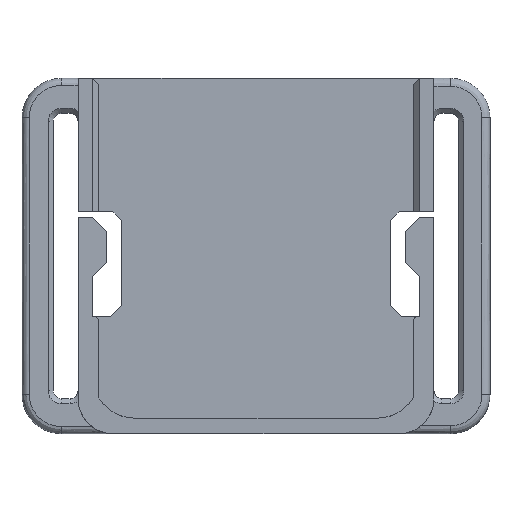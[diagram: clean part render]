
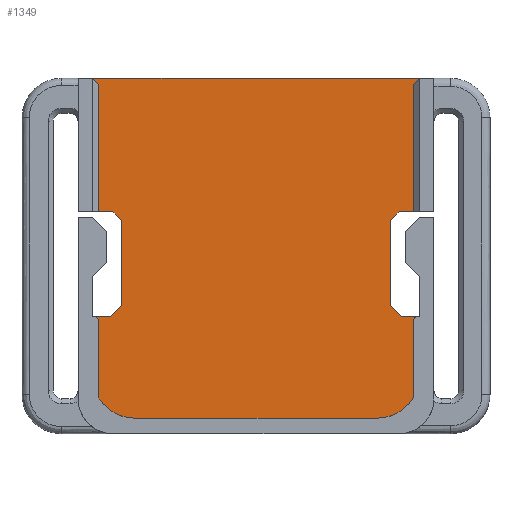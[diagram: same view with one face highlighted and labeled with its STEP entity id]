
A CAD part, top view. The second image highlights one B-rep face of the part: STEP entity #1349.
In plain terms, the highlighted planar face has unit normal (0, 0, 1).
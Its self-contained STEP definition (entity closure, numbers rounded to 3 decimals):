
#71=CARTESIAN_POINT('',(-174.367,177.123,3.8));
#72=VERTEX_POINT('',#71);
#134=CARTESIAN_POINT('',(-174.371,143.753,3.8));
#135=VERTEX_POINT('',#134);
#142=CARTESIAN_POINT('',(-174.371,150.371,3.8));
#143=VERTEX_POINT('',#142);
#144=CARTESIAN_POINT('',(-174.371,143.753,3.8));
#145=DIRECTION('',(0.,1.,0.));
#146=VECTOR('',#145,6.618);
#147=LINE('',#144,#146);
#148=EDGE_CURVE('',#135,#143,#147,.T.);
#215=CARTESIAN_POINT('',(-169.617,138.999,3.8));
#216=VERTEX_POINT('',#215);
#223=CARTESIAN_POINT('',(-169.617,143.753,3.8));
#224=DIRECTION('',(0.,0.,1.));
#225=DIRECTION('',(1.,0.,-0.));
#226=AXIS2_PLACEMENT_3D('',#223,#224,#225);
#227=CIRCLE('',#226,4.754);
#228=EDGE_CURVE('',#135,#216,#227,.T.);
#953=CARTESIAN_POINT('',(-137.661,150.371,3.8));
#954=VERTEX_POINT('',#953);
#961=CARTESIAN_POINT('',(-137.661,143.753,3.8));
#962=VERTEX_POINT('',#961);
#963=CARTESIAN_POINT('',(-137.661,143.753,3.8));
#964=DIRECTION('',(0.,1.,0.));
#965=VECTOR('',#964,6.618);
#966=LINE('',#963,#965);
#967=EDGE_CURVE('',#962,#954,#966,.T.);
#994=CARTESIAN_POINT('',(-142.416,138.999,3.8));
#995=VERTEX_POINT('',#994);
#996=CARTESIAN_POINT('',(-142.416,143.753,3.8));
#997=DIRECTION('',(0.,0.,-1.));
#998=DIRECTION('',(-1.,0.,0.));
#999=AXIS2_PLACEMENT_3D('',#996,#997,#998);
#1000=CIRCLE('',#999,4.754);
#1001=EDGE_CURVE('',#962,#995,#1000,.T.);
#1178=CARTESIAN_POINT('',(-154.73,148.768,3.8));
#1179=DIRECTION('',(0.,0.,1.));
#1180=DIRECTION('',(1.,0.,0.));
#1181=AXIS2_PLACEMENT_3D('',#1178,#1179,#1180);
#1182=PLANE('',#1181);
#1183=CARTESIAN_POINT('',(-137.663,162.145,3.8));
#1184=VERTEX_POINT('',#1183);
#1185=CARTESIAN_POINT('',(-137.665,177.118,3.8));
#1186=VERTEX_POINT('',#1185);
#1187=CARTESIAN_POINT('',(-137.665,162.145,3.8));
#1188=DIRECTION('',(0.,1.,0.));
#1189=VECTOR('',#1188,14.973);
#1190=LINE('',#1187,#1189);
#1191=EDGE_CURVE('',#1184,#1186,#1190,.T.);
#1192=ORIENTED_EDGE('',*,*,#1191,.T.);
#1193=CARTESIAN_POINT('',(-174.318,177.124,3.8));
#1194=VERTEX_POINT('',#1193);
#1195=CARTESIAN_POINT('',(-137.665,177.118,3.8));
#1196=DIRECTION('',(-1.,0.,0.));
#1197=VECTOR('',#1196,36.653);
#1198=LINE('',#1195,#1197);
#1199=EDGE_CURVE('',#1186,#1194,#1198,.T.);
#1200=ORIENTED_EDGE('',*,*,#1199,.T.);
#1201=CARTESIAN_POINT('',(-174.367,177.124,3.8));
#1202=DIRECTION('',(1.,0.,-0.));
#1203=VECTOR('',#1202,0.049);
#1204=LINE('',#1201,#1203);
#1205=EDGE_CURVE('',#72,#1194,#1204,.T.);
#1206=ORIENTED_EDGE('',*,*,#1205,.F.);
#1207=CARTESIAN_POINT('',(-174.369,162.145,3.8));
#1208=VERTEX_POINT('',#1207);
#1209=CARTESIAN_POINT('',(-174.367,162.145,3.8));
#1210=DIRECTION('',(0.,1.,0.));
#1211=VECTOR('',#1210,14.978);
#1212=LINE('',#1209,#1211);
#1213=EDGE_CURVE('',#1208,#72,#1212,.T.);
#1214=ORIENTED_EDGE('',*,*,#1213,.F.);
#1215=CARTESIAN_POINT('',(-174.317,162.146,3.8));
#1216=VERTEX_POINT('',#1215);
#1217=CARTESIAN_POINT('',(-174.317,162.146,3.8));
#1218=CARTESIAN_POINT('',(-174.369,162.146,3.8));
#1219=B_SPLINE_CURVE_WITH_KNOTS('',1,(#1217,#1218),.UNSPECIFIED.,.F.,.F.,(2,2),(0.,1.),.UNSPECIFIED.);
#1220=EDGE_CURVE('',#1216,#1208,#1219,.T.);
#1221=ORIENTED_EDGE('',*,*,#1220,.F.);
#1222=CARTESIAN_POINT('',(-172.071,162.151,3.8));
#1223=VERTEX_POINT('',#1222);
#1224=CARTESIAN_POINT('',(-172.071,162.151,3.8));
#1225=CARTESIAN_POINT('',(-174.317,162.145,3.8));
#1226=B_SPLINE_CURVE_WITH_KNOTS('',1,(#1224,#1225),.UNSPECIFIED.,.F.,.F.,(2,2),(0.,1.),.UNSPECIFIED.);
#1227=EDGE_CURVE('',#1223,#1216,#1226,.T.);
#1228=ORIENTED_EDGE('',*,*,#1227,.F.);
#1229=CARTESIAN_POINT('',(-171.07,161.153,3.8));
#1230=VERTEX_POINT('',#1229);
#1231=CARTESIAN_POINT('',(-171.07,161.153,3.8));
#1232=DIRECTION('',(-0.708,0.706,0.));
#1233=VECTOR('',#1232,1.413);
#1234=LINE('',#1231,#1233);
#1235=EDGE_CURVE('',#1230,#1223,#1234,.T.);
#1236=ORIENTED_EDGE('',*,*,#1235,.F.);
#1237=CARTESIAN_POINT('',(-171.071,151.652,3.8));
#1238=VERTEX_POINT('',#1237);
#1239=CARTESIAN_POINT('',(-171.071,151.652,3.8));
#1240=DIRECTION('',(0.,1.,0.));
#1241=VECTOR('',#1240,9.501);
#1242=LINE('',#1239,#1241);
#1243=EDGE_CURVE('',#1238,#1230,#1242,.T.);
#1244=ORIENTED_EDGE('',*,*,#1243,.F.);
#1245=CARTESIAN_POINT('',(-172.337,150.381,3.8));
#1246=VERTEX_POINT('',#1245);
#1247=CARTESIAN_POINT('',(-172.337,150.381,3.8));
#1248=DIRECTION('',(0.705,0.709,0.));
#1249=VECTOR('',#1248,1.794);
#1250=LINE('',#1247,#1249);
#1251=EDGE_CURVE('',#1246,#1238,#1250,.T.);
#1252=ORIENTED_EDGE('',*,*,#1251,.F.);
#1253=CARTESIAN_POINT('',(-174.371,150.381,3.8));
#1254=VERTEX_POINT('',#1253);
#1255=CARTESIAN_POINT('',(-174.371,150.381,3.8));
#1256=DIRECTION('',(1.,0.,0.));
#1257=VECTOR('',#1256,2.034);
#1258=LINE('',#1255,#1257);
#1259=EDGE_CURVE('',#1254,#1246,#1258,.T.);
#1260=ORIENTED_EDGE('',*,*,#1259,.F.);
#1261=CARTESIAN_POINT('',(-174.371,150.371,3.8));
#1262=VERTEX_POINT('',#1261);
#1263=CARTESIAN_POINT('',(-174.371,150.381,3.8));
#1264=DIRECTION('',(0.,-1.,0.));
#1265=VECTOR('',#1264,0.01);
#1266=LINE('',#1263,#1265);
#1267=EDGE_CURVE('',#1254,#1262,#1266,.T.);
#1268=ORIENTED_EDGE('',*,*,#1267,.T.);
#1269=CARTESIAN_POINT('',(-174.371,150.371,3.8));
#1270=DIRECTION('',(1.,0.,-0.));
#1271=VECTOR('',#1270,0.);
#1272=LINE('',#1269,#1271);
#1273=EDGE_CURVE('',#1262,#143,#1272,.T.);
#1274=ORIENTED_EDGE('',*,*,#1273,.T.);
#1275=ORIENTED_EDGE('',*,*,#148,.F.);
#1276=ORIENTED_EDGE('',*,*,#228,.T.);
#1277=CARTESIAN_POINT('',(-142.416,138.999,3.8));
#1278=DIRECTION('',(-1.,0.,0.));
#1279=VECTOR('',#1278,27.201);
#1280=LINE('',#1277,#1279);
#1281=EDGE_CURVE('',#995,#216,#1280,.T.);
#1282=ORIENTED_EDGE('',*,*,#1281,.F.);
#1283=ORIENTED_EDGE('',*,*,#1001,.F.);
#1284=ORIENTED_EDGE('',*,*,#967,.T.);
#1285=CARTESIAN_POINT('',(-137.661,150.371,3.8));
#1286=VERTEX_POINT('',#1285);
#1287=CARTESIAN_POINT('',(-137.661,150.371,3.8));
#1288=DIRECTION('',(-1.,0.,0.));
#1289=VECTOR('',#1288,0.);
#1290=LINE('',#1287,#1289);
#1291=EDGE_CURVE('',#1286,#954,#1290,.T.);
#1292=ORIENTED_EDGE('',*,*,#1291,.F.);
#1293=CARTESIAN_POINT('',(-137.661,150.381,3.8));
#1294=VERTEX_POINT('',#1293);
#1295=CARTESIAN_POINT('',(-137.661,150.381,3.8));
#1296=DIRECTION('',(0.,-1.,0.));
#1297=VECTOR('',#1296,0.01);
#1298=LINE('',#1295,#1297);
#1299=EDGE_CURVE('',#1294,#1286,#1298,.T.);
#1300=ORIENTED_EDGE('',*,*,#1299,.F.);
#1301=CARTESIAN_POINT('',(-139.695,150.381,3.8));
#1302=VERTEX_POINT('',#1301);
#1303=CARTESIAN_POINT('',(-137.661,150.381,3.8));
#1304=DIRECTION('',(-1.,0.,0.));
#1305=VECTOR('',#1304,2.034);
#1306=LINE('',#1303,#1305);
#1307=EDGE_CURVE('',#1294,#1302,#1306,.T.);
#1308=ORIENTED_EDGE('',*,*,#1307,.T.);
#1309=CARTESIAN_POINT('',(-140.961,151.652,3.8));
#1310=VERTEX_POINT('',#1309);
#1311=CARTESIAN_POINT('',(-139.695,150.381,3.8));
#1312=DIRECTION('',(-0.705,0.709,0.));
#1313=VECTOR('',#1312,1.794);
#1314=LINE('',#1311,#1313);
#1315=EDGE_CURVE('',#1302,#1310,#1314,.T.);
#1316=ORIENTED_EDGE('',*,*,#1315,.T.);
#1317=CARTESIAN_POINT('',(-140.963,161.153,3.8));
#1318=VERTEX_POINT('',#1317);
#1319=CARTESIAN_POINT('',(-140.961,151.652,3.8));
#1320=DIRECTION('',(0.,1.,0.));
#1321=VECTOR('',#1320,9.501);
#1322=LINE('',#1319,#1321);
#1323=EDGE_CURVE('',#1310,#1318,#1322,.T.);
#1324=ORIENTED_EDGE('',*,*,#1323,.T.);
#1325=CARTESIAN_POINT('',(-139.961,162.151,3.8));
#1326=VERTEX_POINT('',#1325);
#1327=CARTESIAN_POINT('',(-140.963,161.153,3.8));
#1328=DIRECTION('',(0.708,0.706,0.));
#1329=VECTOR('',#1328,1.413);
#1330=LINE('',#1327,#1329);
#1331=EDGE_CURVE('',#1318,#1326,#1330,.T.);
#1332=ORIENTED_EDGE('',*,*,#1331,.T.);
#1333=CARTESIAN_POINT('',(-137.715,162.146,3.8));
#1334=VERTEX_POINT('',#1333);
#1335=CARTESIAN_POINT('',(-139.961,162.151,3.8));
#1336=DIRECTION('',(1.,-0.002,0.));
#1337=VECTOR('',#1336,2.246);
#1338=LINE('',#1335,#1337);
#1339=EDGE_CURVE('',#1326,#1334,#1338,.T.);
#1340=ORIENTED_EDGE('',*,*,#1339,.T.);
#1341=CARTESIAN_POINT('',(-137.715,162.146,3.8));
#1342=DIRECTION('',(1.,-0.002,0.));
#1343=VECTOR('',#1342,0.054);
#1344=LINE('',#1341,#1343);
#1345=EDGE_CURVE('',#1334,#1184,#1344,.T.);
#1346=ORIENTED_EDGE('',*,*,#1345,.T.);
#1347=EDGE_LOOP('',(#1192,#1200,#1206,#1214,#1221,#1228,#1236,#1244,#1252,#1260,#1268,#1274,#1275,#1276,#1282,#1283,#1284,#1292,#1300,#1308,#1316,#1324,#1332,#1340,#1346));
#1348=FACE_BOUND('',#1347,.T.);
#1349=ADVANCED_FACE('',(#1348),#1182,.T.);
